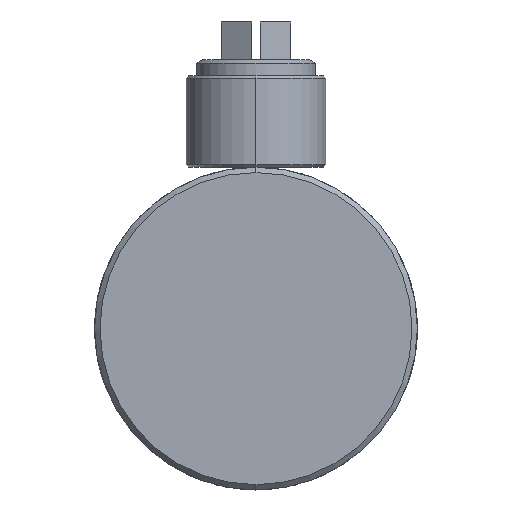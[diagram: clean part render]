
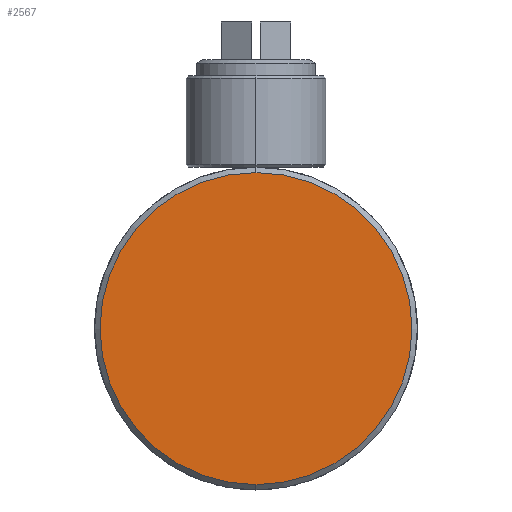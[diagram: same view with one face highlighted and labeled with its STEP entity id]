
A CAD part, left-side view. The second image highlights one B-rep face of the part: STEP entity #2567.
In plain terms, the highlighted planar face has unit normal (-1, 0, 0).
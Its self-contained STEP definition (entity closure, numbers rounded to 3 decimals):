
#441 = CIRCLE ( 'NONE', #1326, 29. ) ;
#467 = ORIENTED_EDGE ( 'NONE', *, *, #5273, .T. ) ;
#840 = PLANE ( 'NONE',  #1061 ) ;
#875 = FACE_OUTER_BOUND ( 'NONE', #6635, .T. ) ;
#906 = DIRECTION ( 'NONE',  ( -1., 0., 0. ) ) ;
#1061 = AXIS2_PLACEMENT_3D ( 'NONE', #3258, #5644, #3613 ) ;
#1326 = AXIS2_PLACEMENT_3D ( 'NONE', #6272, #906, #3289 ) ;
#1836 = AXIS2_PLACEMENT_3D ( 'NONE', #6646, #5966, #2534 ) ;
#1885 = EDGE_CURVE ( 'NONE', #6765, #5968, #441, .T. ) ;
#2534 = DIRECTION ( 'NONE',  ( 0., 0., 1. ) ) ;
#2567 = ADVANCED_FACE ( 'NONE', ( #875 ), #840, .T. ) ;
#2937 = CARTESIAN_POINT ( 'NONE',  ( -43., 0., 29. ) ) ;
#3258 = CARTESIAN_POINT ( 'NONE',  ( -43., 0., 29. ) ) ;
#3289 = DIRECTION ( 'NONE',  ( 0., 0., 1. ) ) ;
#3613 = DIRECTION ( 'NONE',  ( 0., 0., 1. ) ) ;
#3729 = ORIENTED_EDGE ( 'NONE', *, *, #1885, .T. ) ;
#4013 = CARTESIAN_POINT ( 'NONE',  ( -43., 0., -29. ) ) ;
#5273 = EDGE_CURVE ( 'NONE', #5968, #6765, #6970, .T. ) ;
#5644 = DIRECTION ( 'NONE',  ( -1., 0., 0. ) ) ;
#5966 = DIRECTION ( 'NONE',  ( -1., 0., 0. ) ) ;
#5968 = VERTEX_POINT ( 'NONE', #2937 ) ;
#6272 = CARTESIAN_POINT ( 'NONE',  ( -43., 0., 0. ) ) ;
#6635 = EDGE_LOOP ( 'NONE', ( #3729, #467 ) ) ;
#6646 = CARTESIAN_POINT ( 'NONE',  ( -43., 0., 0. ) ) ;
#6765 = VERTEX_POINT ( 'NONE', #4013 ) ;
#6970 = CIRCLE ( 'NONE', #1836, 29. ) ;
